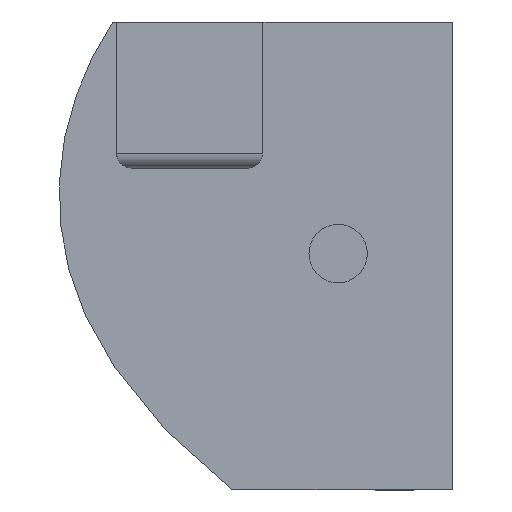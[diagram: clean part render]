
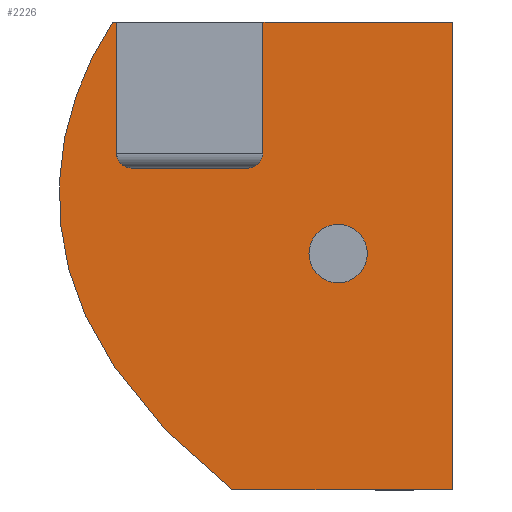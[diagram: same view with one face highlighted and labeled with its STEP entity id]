
A CAD part, front view. The second image highlights one B-rep face of the part: STEP entity #2226.
In plain terms, the highlighted planar face has unit normal (0, -1, 0).
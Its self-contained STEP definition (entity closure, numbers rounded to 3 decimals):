
#35 = LINE ( 'NONE', #1630, #2755 ) ;
#52 = CARTESIAN_POINT ( 'NONE',  ( 9.864, 83.17, -20.529 ) ) ;
#77 = DIRECTION ( 'NONE',  ( 0., 1., 0. ) ) ;
#108 = CARTESIAN_POINT ( 'NONE',  ( -36.227, 83.17, -7.629 ) ) ;
#119 = CARTESIAN_POINT ( 'NONE',  ( -35.61, 83.17, -8.093 ) ) ;
#146 = EDGE_CURVE ( 'NONE', #3024, #2459, #35, .T. ) ;
#183 = CARTESIAN_POINT ( 'NONE',  ( -15.304, 83.17, 2.926 ) ) ;
#199 = VERTEX_POINT ( 'NONE', #1329 ) ;
#202 = EDGE_CURVE ( 'NONE', #2335, #2459, #1910, .T. ) ;
#203 = EDGE_CURVE ( 'NONE', #963, #1549, #1996, .T. ) ;
#318 = ORIENTED_EDGE ( 'NONE', *, *, #2250, .T. ) ;
#459 = LINE ( 'NONE', #3509, #3289 ) ;
#510 = EDGE_LOOP ( 'NONE', ( #3144, #2089 ) ) ;
#547 = CIRCLE ( 'NONE', #1259, 1. ) ;
#548 = CARTESIAN_POINT ( 'NONE',  ( -41.552, 83.17, 1.757 ) ) ;
#586 = CARTESIAN_POINT ( 'NONE',  ( -41.519, 83.17, 2.903 ) ) ;
#631 = CARTESIAN_POINT ( 'NONE',  ( -38.445, 83.17, -5.486 ) ) ;
#678 = CARTESIAN_POINT ( 'NONE',  ( -33., 83.17, 0. ) ) ;
#696 = ORIENTED_EDGE ( 'NONE', *, *, #203, .F. ) ;
#705 = CARTESIAN_POINT ( 'NONE',  ( -36.582, 83.17, 3.426 ) ) ;
#708 = CARTESIAN_POINT ( 'NONE',  ( -40.588, 83.17, -2.314 ) ) ;
#727 = CARTESIAN_POINT ( 'NONE',  ( -36.582, 83.17, 2.926 ) ) ;
#736 = CIRCLE ( 'NONE', #924, 1. ) ;
#741 = DIRECTION ( 'NONE',  ( 0., -1., 0. ) ) ;
#743 = CARTESIAN_POINT ( 'NONE',  ( -40.897, 83.17, -1.617 ) ) ;
#750 = DIRECTION ( 'NONE',  ( 0., 0., 1. ) ) ;
#881 = DIRECTION ( 'NONE',  ( 1., 0., 0. ) ) ;
#882 = CARTESIAN_POINT ( 'NONE',  ( -36.082, 83.17, 7.926 ) ) ;
#897 = AXIS2_PLACEMENT_3D ( 'NONE', #705, #741, #750 ) ;
#924 = AXIS2_PLACEMENT_3D ( 'NONE', #1812, #1803, #1840 ) ;
#963 = VERTEX_POINT ( 'NONE', #882 ) ;
#994 = LINE ( 'NONE', #1341, #2953 ) ;
#1021 = CARTESIAN_POINT ( 'NONE',  ( -28.082, 83.17, 7.926 ) ) ;
#1112 = VERTEX_POINT ( 'NONE', #727 ) ;
#1157 = LINE ( 'NONE', #183, #3195 ) ;
#1174 = VECTOR ( 'NONE', #1868, 1000. ) ;
#1179 = EDGE_LOOP ( 'NONE', ( #696, #3238, #2262, #1620, #2568, #3499, #1348, #2427, #318, #2513 ) ) ;
#1199 = CARTESIAN_POINT ( 'NONE',  ( -37.582, 83.17, 3.426 ) ) ;
#1206 = AXIS2_PLACEMENT_3D ( 'NONE', #52, #77, #1895 ) ;
#1240 = CARTESIAN_POINT ( 'NONE',  ( -39.93, 83.17, 7.602 ) ) ;
#1252 = CARTESIAN_POINT ( 'NONE',  ( -39.718, 83.17, 7.926 ) ) ;
#1254 = DIRECTION ( 'NONE',  ( 0., -1., 0. ) ) ;
#1258 = VECTOR ( 'NONE', #1685, 1000. ) ;
#1259 = AXIS2_PLACEMENT_3D ( 'NONE', #1485, #1507, #1773 ) ;
#1271 = DIRECTION ( 'NONE',  ( 0., 0., 1. ) ) ;
#1329 = CARTESIAN_POINT ( 'NONE',  ( -35.61, 83.17, -8.093 ) ) ;
#1336 = CARTESIAN_POINT ( 'NONE',  ( -40.646, 83.17, 6.233 ) ) ;
#1341 = CARTESIAN_POINT ( 'NONE',  ( -36.082, 83.17, -20.529 ) ) ;
#1348 = ORIENTED_EDGE ( 'NONE', *, *, #146, .F. ) ;
#1387 = EDGE_CURVE ( 'NONE', #1112, #2175, #2169, .T. ) ;
#1485 = CARTESIAN_POINT ( 'NONE',  ( -32., 83.17, 0. ) ) ;
#1507 = DIRECTION ( 'NONE',  ( 0., 1., 0. ) ) ;
#1549 = VERTEX_POINT ( 'NONE', #1021 ) ;
#1550 = EDGE_CURVE ( 'NONE', #1693, #2696, #547, .T. ) ;
#1595 = VERTEX_POINT ( 'NONE', #2096 ) ;
#1599 = CARTESIAN_POINT ( 'NONE',  ( -41.505, 83.17, 0.998 ) ) ;
#1615 = DIRECTION ( 'NONE',  ( 0., 0., 1. ) ) ;
#1620 = ORIENTED_EDGE ( 'NONE', *, *, #2890, .T. ) ;
#1630 = CARTESIAN_POINT ( 'NONE',  ( -38.082, 83.17, 7.926 ) ) ;
#1667 = FACE_BOUND ( 'NONE', #510, .T. ) ;
#1685 = DIRECTION ( 'NONE',  ( 1., 0., 0. ) ) ;
#1693 = VERTEX_POINT ( 'NONE', #678 ) ;
#1773 = DIRECTION ( 'NONE',  ( 0., 0., 1. ) ) ;
#1803 = DIRECTION ( 'NONE',  ( 0., 1., 0. ) ) ;
#1812 = CARTESIAN_POINT ( 'NONE',  ( -32., 83.17, 0. ) ) ;
#1840 = DIRECTION ( 'NONE',  ( 0., 0., 1. ) ) ;
#1853 = CARTESIAN_POINT ( 'NONE',  ( -39.164, 83.17, -4.582 ) ) ;
#1868 = DIRECTION ( 'NONE',  ( 0., 0., 1. ) ) ;
#1895 = DIRECTION ( 'NONE',  ( 0., 0., 1. ) ) ;
#1910 = LINE ( 'NONE', #2586, #1174 ) ;
#1996 = LINE ( 'NONE', #3055, #1258 ) ;
#2089 = ORIENTED_EDGE ( 'NONE', *, *, #2110, .T. ) ;
#2096 = CARTESIAN_POINT ( 'NONE',  ( -28.082, 83.17, -8.093 ) ) ;
#2110 = EDGE_CURVE ( 'NONE', #2696, #1693, #736, .T. ) ;
#2169 = CIRCLE ( 'NONE', #897, 0.5 ) ;
#2175 = VERTEX_POINT ( 'NONE', #3225 ) ;
#2185 = DIRECTION ( 'NONE',  ( 1., 0., 0. ) ) ;
#2214 = EDGE_CURVE ( 'NONE', #199, #3024, #2402, .T. ) ;
#2226 = ADVANCED_FACE ( 'NONE', ( #3232, #1667 ), #2615, .F. ) ;
#2234 = CARTESIAN_POINT ( 'NONE',  ( -41.289, 83.17, 4.43 ) ) ;
#2250 = EDGE_CURVE ( 'NONE', #199, #1595, #3155, .T. ) ;
#2259 = CIRCLE ( 'NONE', #3074, 0.5 ) ;
#2262 = ORIENTED_EDGE ( 'NONE', *, *, #1387, .F. ) ;
#2279 = EDGE_CURVE ( 'NONE', #2335, #2886, #2259, .T. ) ;
#2331 = CARTESIAN_POINT ( 'NONE',  ( -41.478, 83.17, 3.289 ) ) ;
#2335 = VERTEX_POINT ( 'NONE', #2757 ) ;
#2342 = CARTESIAN_POINT ( 'NONE',  ( -41.076, 83.17, 5.164 ) ) ;
#2368 = DIRECTION ( 'NONE',  ( -1., 0., 0. ) ) ;
#2402 = B_SPLINE_CURVE_WITH_KNOTS ( 'NONE', 3,
 ( #119, #108, #2699, #3011, #631, #1853, #3414, #2806, #3133, #708, #743, #2692, #2430, #3477, #1599, #548, #2737, #586, #2331, #2234, #2342, #1336, #2925, #3035, #1240, #2897 ),
 .UNSPECIFIED., .F., .F.,
 ( 4, 2, 2, 2, 2, 2, 2, 2, 2, 2, 2, 2, 4 ),
 ( -0.003, -0.001, 0.001, 0.002, 0.004, 0.006, 0.007, 0.008, 0.009, 0.011, 0.013, 0.014, 0.015 ),
 .UNSPECIFIED. ) ;
#2427 = ORIENTED_EDGE ( 'NONE', *, *, #2214, .F. ) ;
#2430 = CARTESIAN_POINT ( 'NONE',  ( -41.327, 83.17, -0.133 ) ) ;
#2459 = VERTEX_POINT ( 'NONE', #2852 ) ;
#2513 = ORIENTED_EDGE ( 'NONE', *, *, #3295, .T. ) ;
#2568 = ORIENTED_EDGE ( 'NONE', *, *, #2279, .F. ) ;
#2586 = CARTESIAN_POINT ( 'NONE',  ( -38.082, 83.17, -20.529 ) ) ;
#2615 = PLANE ( 'NONE',  #1206 ) ;
#2692 = CARTESIAN_POINT ( 'NONE',  ( -41.236, 83.17, -0.51 ) ) ;
#2696 = VERTEX_POINT ( 'NONE', #2895 ) ;
#2698 = DIRECTION ( 'NONE',  ( 0., 0., 1. ) ) ;
#2699 = CARTESIAN_POINT ( 'NONE',  ( -36.813, 83.17, -7.127 ) ) ;
#2737 = CARTESIAN_POINT ( 'NONE',  ( -41.555, 83.17, 2.138 ) ) ;
#2755 = VECTOR ( 'NONE', #881, 1000. ) ;
#2757 = CARTESIAN_POINT ( 'NONE',  ( -38.082, 83.17, 3.426 ) ) ;
#2806 = CARTESIAN_POINT ( 'NONE',  ( -39.826, 83.17, -3.636 ) ) ;
#2852 = CARTESIAN_POINT ( 'NONE',  ( -38.082, 83.17, 7.926 ) ) ;
#2886 = VERTEX_POINT ( 'NONE', #2934 ) ;
#2890 = EDGE_CURVE ( 'NONE', #1112, #2886, #1157, .T. ) ;
#2895 = CARTESIAN_POINT ( 'NONE',  ( -31., 83.17, 0. ) ) ;
#2897 = CARTESIAN_POINT ( 'NONE',  ( -39.718, 83.17, 7.926 ) ) ;
#2925 = CARTESIAN_POINT ( 'NONE',  ( -40.484, 83.17, 6.585 ) ) ;
#2934 = CARTESIAN_POINT ( 'NONE',  ( -37.582, 83.17, 2.926 ) ) ;
#2953 = VECTOR ( 'NONE', #1615, 1000. ) ;
#3011 = CARTESIAN_POINT ( 'NONE',  ( -37.923, 83.17, -6.056 ) ) ;
#3024 = VERTEX_POINT ( 'NONE', #1252 ) ;
#3035 = CARTESIAN_POINT ( 'NONE',  ( -40.126, 83.17, 7.269 ) ) ;
#3055 = CARTESIAN_POINT ( 'NONE',  ( 9.864, 83.17, 7.926 ) ) ;
#3069 = VECTOR ( 'NONE', #2185, 1000. ) ;
#3074 = AXIS2_PLACEMENT_3D ( 'NONE', #1199, #1254, #1271 ) ;
#3133 = CARTESIAN_POINT ( 'NONE',  ( -40.029, 83.17, -3.311 ) ) ;
#3144 = ORIENTED_EDGE ( 'NONE', *, *, #1550, .T. ) ;
#3155 = LINE ( 'NONE', #3384, #3069 ) ;
#3195 = VECTOR ( 'NONE', #2368, 1000. ) ;
#3225 = CARTESIAN_POINT ( 'NONE',  ( -36.082, 83.17, 3.426 ) ) ;
#3232 = FACE_OUTER_BOUND ( 'NONE', #1179, .T. ) ;
#3238 = ORIENTED_EDGE ( 'NONE', *, *, #3503, .F. ) ;
#3289 = VECTOR ( 'NONE', #2698, 1000. ) ;
#3295 = EDGE_CURVE ( 'NONE', #1595, #1549, #459, .T. ) ;
#3384 = CARTESIAN_POINT ( 'NONE',  ( -10.731, 83.17, -8.093 ) ) ;
#3414 = CARTESIAN_POINT ( 'NONE',  ( -39.394, 83.17, -4.271 ) ) ;
#3477 = CARTESIAN_POINT ( 'NONE',  ( -41.461, 83.17, 0.62 ) ) ;
#3499 = ORIENTED_EDGE ( 'NONE', *, *, #202, .T. ) ;
#3503 = EDGE_CURVE ( 'NONE', #2175, #963, #994, .T. ) ;
#3509 = CARTESIAN_POINT ( 'NONE',  ( -28.082, 83.17, -25.815 ) ) ;
